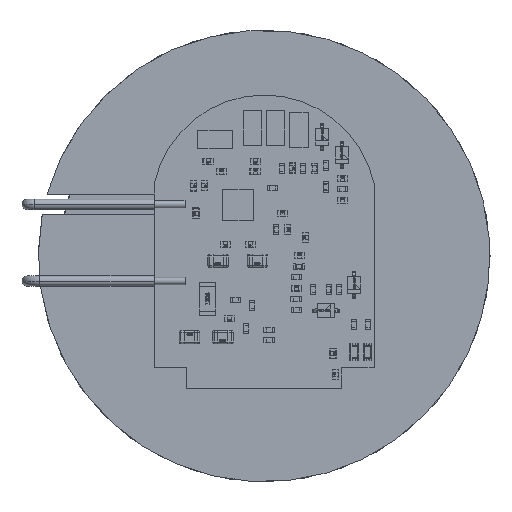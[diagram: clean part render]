
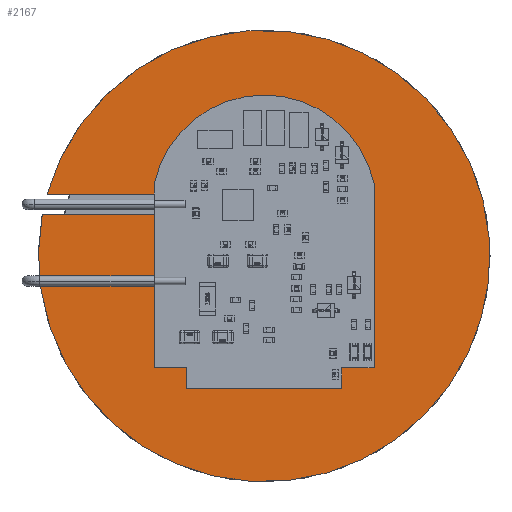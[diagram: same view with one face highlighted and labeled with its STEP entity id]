
A CAD part, top view. The second image highlights one B-rep face of the part: STEP entity #2167.
In plain terms, the highlighted planar face has unit normal (0, 0, 1).
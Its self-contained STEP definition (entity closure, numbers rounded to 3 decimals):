
#1986=DIRECTION('',(1.,0.,0.));
#1987=VECTOR('',#1986,12.628);
#1988=CARTESIAN_POINT('',(-21.726,4.048,-1.1));
#1989=LINE('',#1988,#1987);
#1998=CARTESIAN_POINT('',(0.,0.,-1.1));
#1999=DIRECTION('',(0.,0.,1.));
#2000=DIRECTION('',(-0.983,0.183,0.));
#2001=AXIS2_PLACEMENT_3D('',#1998,#1999,#2000);
#2003=CARTESIAN_POINT('',(-9.098,5.048,-1.1));
#2004=DIRECTION('',(0.,0.,-1.));
#2005=DIRECTION('',(1.,0.,0.));
#2006=AXIS2_PLACEMENT_3D('',#2003,#2004,#2005);
#2008=CARTESIAN_POINT('',(-9.098,5.048,-1.1));
#2009=DIRECTION('',(0.,0.,-1.));
#2010=DIRECTION('',(0.,1.,0.));
#2011=AXIS2_PLACEMENT_3D('',#2008,#2009,#2010);
#2013=CARTESIAN_POINT('',(0.,0.,-1.1));
#2014=DIRECTION('',(0.,0.,1.));
#2015=DIRECTION('',(0.962,-0.274,0.));
#2016=AXIS2_PLACEMENT_3D('',#2013,#2014,#2015);
#2018=CARTESIAN_POINT('',(0.,0.,-1.1));
#2019=DIRECTION('',(0.,0.,-1.));
#2020=DIRECTION('',(0.,1.,0.));
#2021=AXIS2_PLACEMENT_3D('',#2018,#2019,#2020);
#2023=CARTESIAN_POINT('',(0.,0.,-1.1));
#2024=DIRECTION('',(0.,0.,-1.));
#2025=DIRECTION('',(0.,-1.,0.));
#2026=AXIS2_PLACEMENT_3D('',#2023,#2024,#2025);
#2028=DIRECTION('',(-1.,0.,0.));
#2029=VECTOR('',#2028,12.159);
#2030=CARTESIAN_POINT('',(-9.098,6.048,-1.1));
#2031=LINE('',#2030,#2029);
#2056=CARTESIAN_POINT('',(-21.256,6.048,-1.1));
#2057=VERTEX_POINT('',#2056);
#2058=CARTESIAN_POINT('',(21.256,-6.048,
-1.1));
#2059=VERTEX_POINT('',#2058);
#2060=CARTESIAN_POINT('',(-21.726,4.048,-1.1));
#2061=VERTEX_POINT('',#2060);
#2062=CARTESIAN_POINT('',(-9.098,6.048,-1.1));
#2063=VERTEX_POINT('',#2062);
#2064=CARTESIAN_POINT('',(-8.098,5.048,-1.1));
#2065=CARTESIAN_POINT('',(-9.098,4.048,-1.1));
#2066=VERTEX_POINT('',#2064);
#2067=VERTEX_POINT('',#2065);
#2068=CARTESIAN_POINT('',(0.,2.5,-1.1));
#2069=CARTESIAN_POINT('',(0.,-2.5,-1.1));
#2070=VERTEX_POINT('',#2068);
#2071=VERTEX_POINT('',#2069);
#2147=CARTESIAN_POINT('',(0.,0.,-1.1));
#2148=DIRECTION('',(0.,0.,-1.));
#2149=DIRECTION('',(0.,-1.,0.));
#2150=AXIS2_PLACEMENT_3D('',#2147,#2148,#2149);
#2151=PLANE('',#2150);
#2152=ORIENTED_EDGE('',*,*,#2106,.F.);
#2153=ORIENTED_EDGE('',*,*,#2124,.T.);
#2154=ORIENTED_EDGE('',*,*,#2135,.F.);
#2155=ORIENTED_EDGE('',*,*,#2142,.F.);
#2157=ORIENTED_EDGE('',*,*,#2156,.T.);
#2158=ORIENTED_EDGE('',*,*,#2108,.F.);
#2159=EDGE_LOOP('',(#2152,#2153,#2154,#2155,#2157,#2158));
#2160=FACE_OUTER_BOUND('',#2159,.F.);
#2162=ORIENTED_EDGE('',*,*,#2161,.F.);
#2164=ORIENTED_EDGE('',*,*,#2163,.F.);
#2165=EDGE_LOOP('',(#2162,#2164));
#2166=FACE_BOUND('',#2165,.F.);
#2167=ADVANCED_FACE('',(#2160,#2166),#2151,.F.);
#2002=CIRCLE('',#2001,22.1);
#2007=CIRCLE('',#2006,1.);
#2012=CIRCLE('',#2011,1.);
#2017=CIRCLE('',#2016,22.1);
#2022=CIRCLE('',#2021,2.5);
#2027=CIRCLE('',#2026,2.5);
#2106=EDGE_CURVE('',#2061,#2059,#2002,.T.);
#2108=EDGE_CURVE('',#2059,#2057,#2017,.T.);
#2124=EDGE_CURVE('',#2061,#2067,#1989,.T.);
#2135=EDGE_CURVE('',#2066,#2067,#2007,.T.);
#2142=EDGE_CURVE('',#2063,#2066,#2012,.T.);
#2156=EDGE_CURVE('',#2063,#2057,#2031,.T.);
#2161=EDGE_CURVE('',#2070,#2071,#2022,.T.);
#2163=EDGE_CURVE('',#2071,#2070,#2027,.T.);
